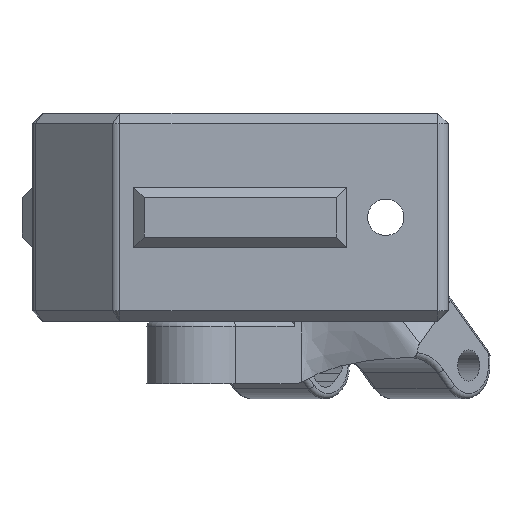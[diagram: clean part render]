
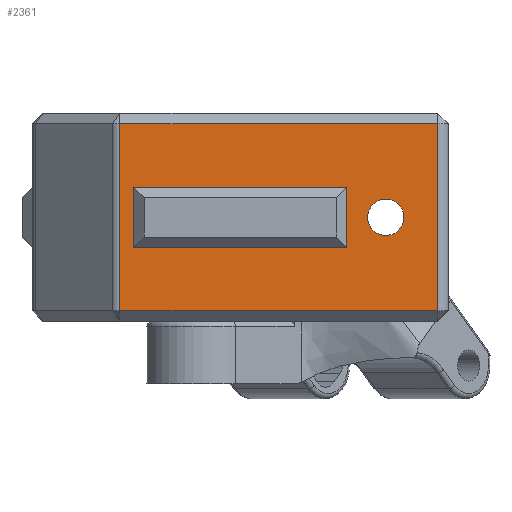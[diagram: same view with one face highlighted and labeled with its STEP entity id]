
A CAD part, front view. The second image highlights one B-rep face of the part: STEP entity #2361.
In plain terms, the highlighted planar face has unit normal (0, -1, 0).
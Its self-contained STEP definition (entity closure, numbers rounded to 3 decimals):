
#21=FACE_BOUND('',#331,.T.);
#22=FACE_BOUND('',#332,.T.);
#65=PLANE('',#2542);
#179=FACE_OUTER_BOUND('',#330,.T.);
#330=EDGE_LOOP('',(#1680,#1681,#1682,#1683));
#331=EDGE_LOOP('',(#1684,#1685,#1686,#1687));
#332=EDGE_LOOP('',(#1688));
#516=CIRCLE('',#2543,1.75);
#622=LINE('',#3673,#842);
#635=LINE('',#3709,#855);
#636=LINE('',#3711,#856);
#637=LINE('',#3712,#857);
#638=LINE('',#3715,#858);
#639=LINE('',#3717,#859);
#640=LINE('',#3719,#860);
#641=LINE('',#3720,#861);
#842=VECTOR('',#2827,10.);
#855=VECTOR('',#2868,10.);
#856=VECTOR('',#2869,10.);
#857=VECTOR('',#2870,10.);
#858=VECTOR('',#2871,10.);
#859=VECTOR('',#2872,10.);
#860=VECTOR('',#2873,10.);
#861=VECTOR('',#2874,10.);
#1064=VERTEX_POINT('',#3667);
#1066=VERTEX_POINT('',#3671);
#1075=VERTEX_POINT('',#3708);
#1076=VERTEX_POINT('',#3710);
#1077=VERTEX_POINT('',#3713);
#1078=VERTEX_POINT('',#3714);
#1079=VERTEX_POINT('',#3716);
#1080=VERTEX_POINT('',#3718);
#1081=VERTEX_POINT('',#3721);
#1287=EDGE_CURVE('',#1066,#1064,#622,.T.);
#1305=EDGE_CURVE('',#1075,#1066,#635,.T.);
#1306=EDGE_CURVE('',#1076,#1075,#636,.T.);
#1307=EDGE_CURVE('',#1064,#1076,#637,.T.);
#1308=EDGE_CURVE('',#1077,#1078,#638,.T.);
#1309=EDGE_CURVE('',#1078,#1079,#639,.T.);
#1310=EDGE_CURVE('',#1079,#1080,#640,.T.);
#1311=EDGE_CURVE('',#1080,#1077,#641,.T.);
#1312=EDGE_CURVE('',#1081,#1081,#516,.T.);
#1680=ORIENTED_EDGE('',*,*,#1287,.F.);
#1681=ORIENTED_EDGE('',*,*,#1305,.F.);
#1682=ORIENTED_EDGE('',*,*,#1306,.F.);
#1683=ORIENTED_EDGE('',*,*,#1307,.F.);
#1684=ORIENTED_EDGE('',*,*,#1308,.T.);
#1685=ORIENTED_EDGE('',*,*,#1309,.T.);
#1686=ORIENTED_EDGE('',*,*,#1310,.T.);
#1687=ORIENTED_EDGE('',*,*,#1311,.T.);
#1688=ORIENTED_EDGE('',*,*,#1312,.T.);
#2361=ADVANCED_FACE('',(#179,#21,#22),#65,.T.);
#2542=AXIS2_PLACEMENT_3D('',#3707,#2866,#2867);
#2543=AXIS2_PLACEMENT_3D('',#3722,#2875,#2876);
#2827=DIRECTION('',(1.,0.,0.));
#2866=DIRECTION('center_axis',(0.,-1.,0.));
#2867=DIRECTION('ref_axis',(1.,0.,0.));
#2868=DIRECTION('',(0.,0.,1.));
#2869=DIRECTION('',(-1.,0.,0.));
#2870=DIRECTION('',(0.,0.,-1.));
#2871=DIRECTION('',(0.,0.,1.));
#2872=DIRECTION('',(1.,0.,0.));
#2873=DIRECTION('',(0.,0.,-1.));
#2874=DIRECTION('',(-1.,0.,0.));
#2875=DIRECTION('center_axis',(0.,1.,0.));
#2876=DIRECTION('ref_axis',(1.,0.,0.));
#3667=CARTESIAN_POINT('',(39.,0.,19.));
#3671=CARTESIAN_POINT('',(8.414,0.,19.));
#3673=CARTESIAN_POINT('',(10.,0.,19.));
#3707=CARTESIAN_POINT('Origin',(0.,0.,0.));
#3708=CARTESIAN_POINT('',(8.414,0.,1.));
#3709=CARTESIAN_POINT('',(8.414,0.,0.));
#3710=CARTESIAN_POINT('',(39.,0.,1.));
#3711=CARTESIAN_POINT('',(10.,0.,1.));
#3712=CARTESIAN_POINT('',(39.,0.,0.));
#3713=CARTESIAN_POINT('',(9.75,0.,7.1));
#3714=CARTESIAN_POINT('',(9.75,0.,12.9));
#3715=CARTESIAN_POINT('',(9.75,0.,3.55));
#3716=CARTESIAN_POINT('',(30.25,0.,12.9));
#3717=CARTESIAN_POINT('',(4.875,0.,12.9));
#3718=CARTESIAN_POINT('',(30.25,0.,7.1));
#3719=CARTESIAN_POINT('',(30.25,0.,6.45));
#3720=CARTESIAN_POINT('',(15.125,0.,7.1));
#3721=CARTESIAN_POINT('',(32.25,0.,10.));
#3722=CARTESIAN_POINT('Origin',(34.,0.,10.));
